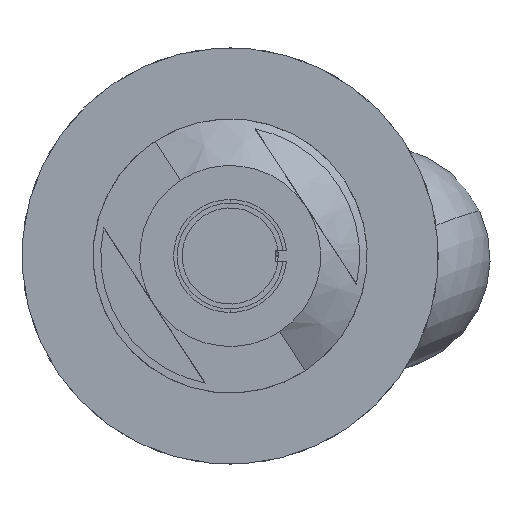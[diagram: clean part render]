
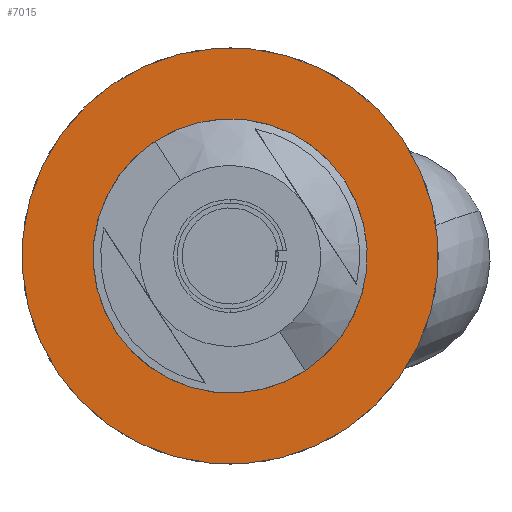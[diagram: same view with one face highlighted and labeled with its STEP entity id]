
A CAD part, left-side view. The second image highlights one B-rep face of the part: STEP entity #7015.
In plain terms, the highlighted planar face has unit normal (-1, 0, 0).
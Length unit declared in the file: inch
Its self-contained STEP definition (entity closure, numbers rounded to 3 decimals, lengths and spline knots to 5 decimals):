
#64 = EDGE_CURVE ( 'NONE', #7826, #4113, #10337, .T. ) ;
#67 = CARTESIAN_POINT ( 'NONE',  ( -3.277, 0., 0. ) ) ;
#96 = DIRECTION ( 'NONE',  ( -1., 0., 0. ) ) ;
#184 = AXIS2_PLACEMENT_3D ( 'NONE', #2020, #96, #1227 ) ;
#338 = DIRECTION ( 'NONE',  ( -1., 0., 0. ) ) ;
#541 = PLANE ( 'NONE',  #1929 ) ;
#640 = VERTEX_POINT ( 'NONE', #5282 ) ;
#935 = AXIS2_PLACEMENT_3D ( 'NONE', #67, #10382, #7199 ) ;
#981 = AXIS2_PLACEMENT_3D ( 'NONE', #5526, #9710, #12682 ) ;
#1227 = DIRECTION ( 'NONE',  ( 0., -0.434, 0.901 ) ) ;
#1546 = FACE_BOUND ( 'NONE', #5649, .T. ) ;
#1878 = CIRCLE ( 'NONE', #184, 1.15 ) ;
#1929 = AXIS2_PLACEMENT_3D ( 'NONE', #5139, #9071, #13119 ) ;
#2005 = EDGE_CURVE ( 'NONE', #4113, #7826, #2407, .T. ) ;
#2020 = CARTESIAN_POINT ( 'NONE',  ( -3.277, 0., 0. ) ) ;
#2223 = CIRCLE ( 'NONE', #4352, 1.15 ) ;
#2407 = CIRCLE ( 'NONE', #935, 0.7575 ) ;
#4113 = VERTEX_POINT ( 'NONE', #7420 ) ;
#4253 = ORIENTED_EDGE ( 'NONE', *, *, #64, .F. ) ;
#4352 = AXIS2_PLACEMENT_3D ( 'NONE', #9573, #338, #4389 ) ;
#4389 = DIRECTION ( 'NONE',  ( 0., -0.434, 0.901 ) ) ;
#4877 = ORIENTED_EDGE ( 'NONE', *, *, #12547, .T. ) ;
#5139 = CARTESIAN_POINT ( 'NONE',  ( -3.277, 0., 0. ) ) ;
#5282 = CARTESIAN_POINT ( 'NONE',  ( -3.277, 0.49913, -1.03603 ) ) ;
#5526 = CARTESIAN_POINT ( 'NONE',  ( -3.277, 0., 0. ) ) ;
#5572 = EDGE_CURVE ( 'NONE', #640, #9697, #2223, .T. ) ;
#5649 = EDGE_LOOP ( 'NONE', ( #4253, #8164 ) ) ;
#7015 = ADVANCED_FACE ( 'NONE', ( #11915, #1546 ), #541, .T. ) ;
#7199 = DIRECTION ( 'NONE',  ( 0., -0.434, 0.901 ) ) ;
#7208 = CARTESIAN_POINT ( 'NONE',  ( -3.277, -0.49913, 1.03603 ) ) ;
#7420 = CARTESIAN_POINT ( 'NONE',  ( -3.277, -0.32878, 0.68243 ) ) ;
#7826 = VERTEX_POINT ( 'NONE', #12502 ) ;
#8164 = ORIENTED_EDGE ( 'NONE', *, *, #2005, .F. ) ;
#9071 = DIRECTION ( 'NONE',  ( -1., 0., 0. ) ) ;
#9573 = CARTESIAN_POINT ( 'NONE',  ( -3.277, 0., 0. ) ) ;
#9697 = VERTEX_POINT ( 'NONE', #7208 ) ;
#9710 = DIRECTION ( 'NONE',  ( -1., 0., 0. ) ) ;
#10337 = CIRCLE ( 'NONE', #981, 0.7575 ) ;
#10382 = DIRECTION ( 'NONE',  ( -1., 0., 0. ) ) ;
#11264 = EDGE_LOOP ( 'NONE', ( #12495, #4877 ) ) ;
#11915 = FACE_OUTER_BOUND ( 'NONE', #11264, .T. ) ;
#12495 = ORIENTED_EDGE ( 'NONE', *, *, #5572, .T. ) ;
#12502 = CARTESIAN_POINT ( 'NONE',  ( -3.277, 0.32878, -0.68243 ) ) ;
#12547 = EDGE_CURVE ( 'NONE', #9697, #640, #1878, .T. ) ;
#12682 = DIRECTION ( 'NONE',  ( 0., -0.434, 0.901 ) ) ;
#13119 = DIRECTION ( 'NONE',  ( 0., -0.434, 0.901 ) ) ;
